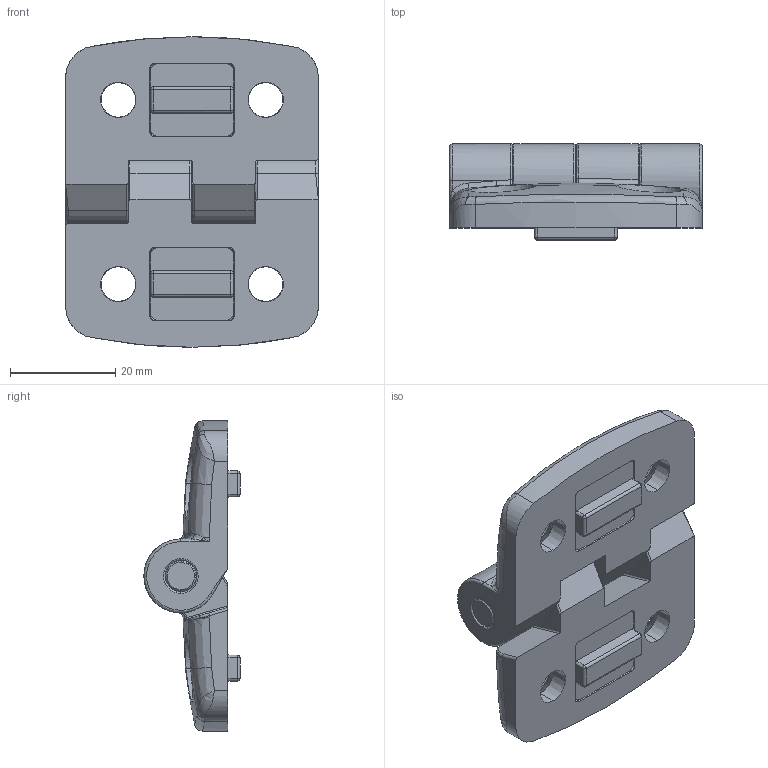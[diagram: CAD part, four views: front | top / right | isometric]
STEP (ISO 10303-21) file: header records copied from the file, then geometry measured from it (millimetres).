
FILE_DESCRIPTION (( 'STEP AP214' ), '1' );
FILE_NAME ('6228722', '2019-01-28T17:06:12', ( '' ), ('JUGARD+KÜNSTNER GmbH'), 'SwSTEP 2.0', 'SolidWorks 2017', '' );
FILE_SCHEMA (( 'AUTOMOTIVE_DESIGN' ));
Length unit declared in the file: millimetre
Products named in the file (4): 6228722; Part5; Part4; Part1
Assembly tree (5 placements, depth 2):
  6228722
    Part1  x2
    Part4
    Part5  x2
Bounding box: 48 x 18.25 x 59 mm (x, y, z)
Volume: 21107.3 mm3; surface area: 12750.2 mm2
Topology: 5 solids, 5 shells, 645 faces, 1598 edges, 945 vertices
Faces by surface type: plane 248, cylinder 181, bspline 158, cone 58
Entity records: 20205 total; most frequent: CARTESIAN_POINT 5984, ORIENTED_EDGE 2088, DIRECTION 1857, EDGE_CURVE 1044, AXIS2_PLACEMENT_3D 686, VERTEX_POINT 630, VECTOR 485, LINE 485
